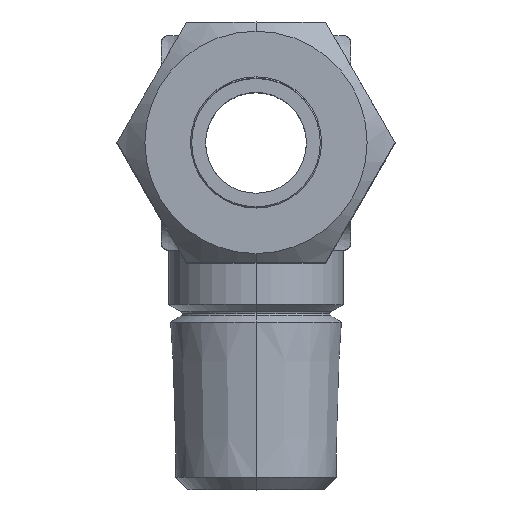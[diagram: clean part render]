
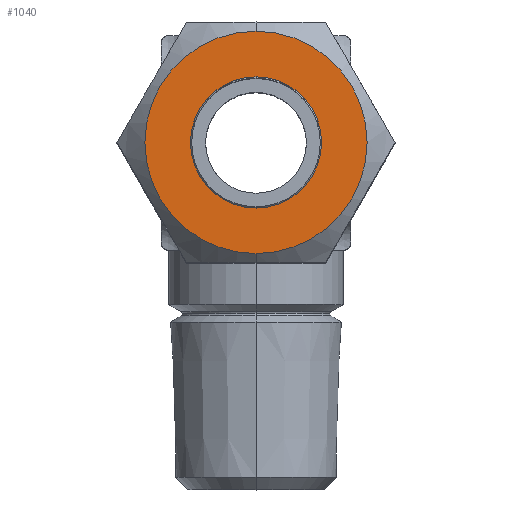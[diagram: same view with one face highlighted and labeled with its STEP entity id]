
A CAD part, top view. The second image highlights one B-rep face of the part: STEP entity #1040.
In plain terms, the highlighted face is planar.
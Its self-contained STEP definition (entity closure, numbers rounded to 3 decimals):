
#820 = VERTEX_POINT ( 'NONE', #2038 ) ;
#821 = VERTEX_POINT ( 'NONE', #2037 ) ;
#824 = EDGE_CURVE ( 'NONE', #820, #821, #2036, .T. ) ;
#904 = VERTEX_POINT ( 'NONE', #2216 ) ;
#962 = EDGE_CURVE ( 'NONE', #904, #969, #2364, .T. ) ;
#969 = VERTEX_POINT ( 'NONE', #2357 ) ;
#990 = EDGE_LOOP ( 'NONE', ( #1041, #1043 ) ) ;
#1040 = ADVANCED_FACE ( 'NONE', ( #2551, #2546 ), #2545, .F. ) ;
#1041 = ORIENTED_EDGE ( 'NONE', *, *, #1042, .T. ) ;
#1042 = EDGE_CURVE ( 'NONE', #821, #820, #2539, .T. ) ;
#1043 = ORIENTED_EDGE ( 'NONE', *, *, #824, .T. ) ;
#1044 = EDGE_LOOP ( 'NONE', ( #1045, #1046 ) ) ;
#1045 = ORIENTED_EDGE ( 'NONE', *, *, #962, .F. ) ;
#1046 = ORIENTED_EDGE ( 'NONE', *, *, #1047, .F. ) ;
#1047 = EDGE_CURVE ( 'NONE', #969, #904, #2535, .T. ) ;
#2032 = DIRECTION ( 'NONE',  ( 0., -1., 0. ) ) ;
#2033 = DIRECTION ( 'NONE',  ( 0., 0., 1. ) ) ;
#2034 = CARTESIAN_POINT ( 'NONE',  ( 0., 0., -21. ) ) ;
#2035 = AXIS2_PLACEMENT_3D ( 'NONE', #2034, #2033, #2032 ) ;
#2036 = CIRCLE ( 'NONE', #2035, 5.2 ) ;
#2037 = CARTESIAN_POINT ( 'NONE',  ( 0., -5.2, -21. ) ) ;
#2038 = CARTESIAN_POINT ( 'NONE',  ( 0., 5.2, -21. ) ) ;
#2216 = CARTESIAN_POINT ( 'NONE',  ( 0., -8.812, -21. ) ) ;
#2357 = CARTESIAN_POINT ( 'NONE',  ( 0., 8.812, -21. ) ) ;
#2360 = DIRECTION ( 'NONE',  ( 0., -1., 0. ) ) ;
#2361 = DIRECTION ( 'NONE',  ( 0., 0., 1. ) ) ;
#2362 = CARTESIAN_POINT ( 'NONE',  ( 0., 0., -21. ) ) ;
#2363 = AXIS2_PLACEMENT_3D ( 'NONE', #2362, #2361, #2360 ) ;
#2364 = CIRCLE ( 'NONE', #2363, 8.812 ) ;
#2531 = DIRECTION ( 'NONE',  ( 0., -1., 0. ) ) ;
#2532 = DIRECTION ( 'NONE',  ( 0., 0., 1. ) ) ;
#2533 = CARTESIAN_POINT ( 'NONE',  ( 0., 0., -21. ) ) ;
#2534 = AXIS2_PLACEMENT_3D ( 'NONE', #2533, #2532, #2531 ) ;
#2535 = CIRCLE ( 'NONE', #2534, 8.812 ) ;
#2536 = DIRECTION ( 'NONE',  ( 0., -1., 0. ) ) ;
#2537 = DIRECTION ( 'NONE',  ( 0., 0., 1. ) ) ;
#2538 = AXIS2_PLACEMENT_3D ( 'NONE', #2543, #2537, #2536 ) ;
#2539 = CIRCLE ( 'NONE', #2538, 5.2 ) ;
#2540 = DIRECTION ( 'NONE',  ( 0., -1., 0. ) ) ;
#2541 = DIRECTION ( 'NONE',  ( 0., 0., 1. ) ) ;
#2542 = AXIS2_PLACEMENT_3D ( 'NONE', #2544, #2541, #2540 ) ;
#2543 = CARTESIAN_POINT ( 'NONE',  ( 0., 0., -21. ) ) ;
#2544 = CARTESIAN_POINT ( 'NONE',  ( 0., 11.027, -21. ) ) ;
#2545 = PLANE ( 'NONE',  #2542 ) ;
#2546 = FACE_OUTER_BOUND ( 'NONE', #1044, .T. ) ;
#2551 = FACE_BOUND ( 'NONE', #990, .T. ) ;
